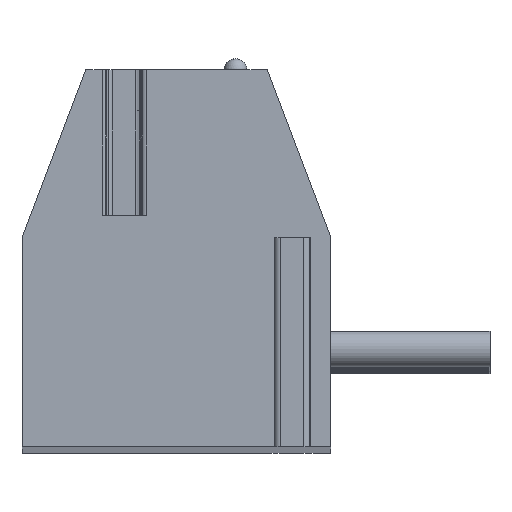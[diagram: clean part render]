
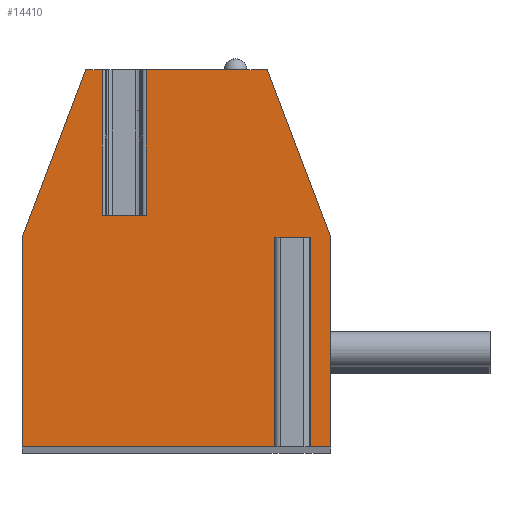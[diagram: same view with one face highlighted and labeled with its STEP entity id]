
A CAD part, top view. The second image highlights one B-rep face of the part: STEP entity #14410.
In plain terms, the highlighted planar face has unit normal (0, 0, 1).
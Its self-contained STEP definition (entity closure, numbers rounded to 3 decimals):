
#13=DIRECTION('',(0.,1.,0.));
#14=VECTOR('',#13,3.2);
#15=CARTESIAN_POINT('',(-1.636,1.,78.105));
#16=LINE('',#15,#14);
#17=DIRECTION('',(1.,0.,0.));
#18=VECTOR('',#17,0.972);
#19=CARTESIAN_POINT('',(-1.636,1.,78.105));
#20=LINE('',#19,#18);
#21=DIRECTION('',(0.,1.,0.));
#22=VECTOR('',#21,3.2);
#23=CARTESIAN_POINT('',(-0.664,1.,78.105));
#24=LINE('',#23,#22);
#25=DIRECTION('',(-1.,0.,0.));
#26=VECTOR('',#25,2.659);
#27=CARTESIAN_POINT('',(1.995,4.2,78.105));
#28=LINE('',#27,#26);
#29=DIRECTION('',(-0.355,0.935,0.));
#30=VECTOR('',#29,3.958);
#31=CARTESIAN_POINT('',(3.4,0.5,78.105));
#32=LINE('',#31,#30);
#33=DIRECTION('',(0.,1.,0.));
#34=VECTOR('',#33,4.6);
#35=CARTESIAN_POINT('',(3.4,-4.1,78.105));
#36=LINE('',#35,#34);
#37=DIRECTION('',(1.,0.,0.));
#38=VECTOR('',#37,0.625);
#39=CARTESIAN_POINT('',(2.775,-4.1,78.105));
#40=LINE('',#39,#38);
#41=DIRECTION('',(0.,1.,0.));
#42=VECTOR('',#41,4.6);
#43=CARTESIAN_POINT('',(2.775,-4.1,78.105));
#44=LINE('',#43,#42);
#45=DIRECTION('',(-1.,0.,0.));
#46=VECTOR('',#45,0.45);
#47=CARTESIAN_POINT('',(2.775,0.5,78.105));
#48=LINE('',#47,#46);
#49=DIRECTION('',(0.,1.,0.));
#50=VECTOR('',#49,4.6);
#51=CARTESIAN_POINT('',(2.325,-4.1,78.105));
#52=LINE('',#51,#50);
#53=DIRECTION('',(1.,0.,0.));
#54=VECTOR('',#53,5.725);
#55=CARTESIAN_POINT('',(-3.4,-4.1,78.105));
#56=LINE('',#55,#54);
#57=DIRECTION('',(0.,-1.,0.));
#58=VECTOR('',#57,4.6);
#59=CARTESIAN_POINT('',(-3.4,0.5,78.105));
#60=LINE('',#59,#58);
#61=DIRECTION('',(-0.355,-0.935,0.));
#62=VECTOR('',#61,3.958);
#63=CARTESIAN_POINT('',(-1.995,4.2,78.105));
#64=LINE('',#63,#62);
#65=DIRECTION('',(-1.,0.,0.));
#66=VECTOR('',#65,0.359);
#67=CARTESIAN_POINT('',(-1.636,4.2,78.105));
#68=LINE('',#67,#66);
#11309=CARTESIAN_POINT('',(-1.995,4.2,78.105));
#11310=CARTESIAN_POINT('',(-3.4,0.5,78.105));
#11311=VERTEX_POINT('',#11309);
#11312=VERTEX_POINT('',#11310);
#11313=CARTESIAN_POINT('',(-3.4,-4.1,78.105));
#11314=VERTEX_POINT('',#11313);
#11315=CARTESIAN_POINT('',(3.4,-4.1,78.105));
#11316=CARTESIAN_POINT('',(3.4,0.5,78.105));
#11317=VERTEX_POINT('',#11315);
#11318=VERTEX_POINT('',#11316);
#11319=CARTESIAN_POINT('',(1.995,4.2,78.105));
#11320=VERTEX_POINT('',#11319);
#11357=CARTESIAN_POINT('',(2.775,0.5,78.105));
#11358=CARTESIAN_POINT('',(2.325,0.5,78.105));
#11359=VERTEX_POINT('',#11357);
#11360=VERTEX_POINT('',#11358);
#11361=CARTESIAN_POINT('',(2.325,-4.1,78.105));
#11362=VERTEX_POINT('',#11361);
#11363=CARTESIAN_POINT('',(2.775,-4.1,78.105));
#11364=VERTEX_POINT('',#11363);
#11425=CARTESIAN_POINT('',(-1.636,1.,78.105));
#11426=CARTESIAN_POINT('',(-1.636,4.2,78.105));
#11427=VERTEX_POINT('',#11425);
#11428=VERTEX_POINT('',#11426);
#11429=CARTESIAN_POINT('',(-0.664,1.,78.105));
#11430=CARTESIAN_POINT('',(-0.664,4.2,78.105));
#11431=VERTEX_POINT('',#11429);
#11432=VERTEX_POINT('',#11430);
#14375=CARTESIAN_POINT('',(0.,0.,78.105));
#14376=DIRECTION('',(0.,0.,1.));
#14377=DIRECTION('',(1.,0.,0.));
#14378=AXIS2_PLACEMENT_3D('',#14375,#14376,#14377);
#14379=PLANE('',#14378);
#14381=ORIENTED_EDGE('',*,*,#14380,.F.);
#14383=ORIENTED_EDGE('',*,*,#14382,.T.);
#14385=ORIENTED_EDGE('',*,*,#14384,.T.);
#14387=ORIENTED_EDGE('',*,*,#14386,.F.);
#14389=ORIENTED_EDGE('',*,*,#14388,.F.);
#14391=ORIENTED_EDGE('',*,*,#14390,.F.);
#14393=ORIENTED_EDGE('',*,*,#14392,.F.);
#14395=ORIENTED_EDGE('',*,*,#14394,.T.);
#14397=ORIENTED_EDGE('',*,*,#14396,.T.);
#14399=ORIENTED_EDGE('',*,*,#14398,.F.);
#14401=ORIENTED_EDGE('',*,*,#14400,.F.);
#14403=ORIENTED_EDGE('',*,*,#14402,.F.);
#14405=ORIENTED_EDGE('',*,*,#14404,.F.);
#14407=ORIENTED_EDGE('',*,*,#14406,.F.);
#14408=EDGE_LOOP('',(#14381,#14383,#14385,#14387,#14389,#14391,#14393,#14395,
#14397,#14399,#14401,#14403,#14405,#14407));
#14409=FACE_OUTER_BOUND('',#14408,.F.);
#14380=EDGE_CURVE('',#11427,#11428,#16,.T.);
#14382=EDGE_CURVE('',#11427,#11431,#20,.T.);
#14384=EDGE_CURVE('',#11431,#11432,#24,.T.);
#14386=EDGE_CURVE('',#11320,#11432,#28,.T.);
#14388=EDGE_CURVE('',#11318,#11320,#32,.T.);
#14390=EDGE_CURVE('',#11317,#11318,#36,.T.);
#14392=EDGE_CURVE('',#11364,#11317,#40,.T.);
#14394=EDGE_CURVE('',#11364,#11359,#44,.T.);
#14396=EDGE_CURVE('',#11359,#11360,#48,.T.);
#14398=EDGE_CURVE('',#11362,#11360,#52,.T.);
#14400=EDGE_CURVE('',#11314,#11362,#56,.T.);
#14402=EDGE_CURVE('',#11312,#11314,#60,.T.);
#14404=EDGE_CURVE('',#11311,#11312,#64,.T.);
#14406=EDGE_CURVE('',#11428,#11311,#68,.T.);
#14410=ADVANCED_FACE('',(#14409),#14379,.T.);
